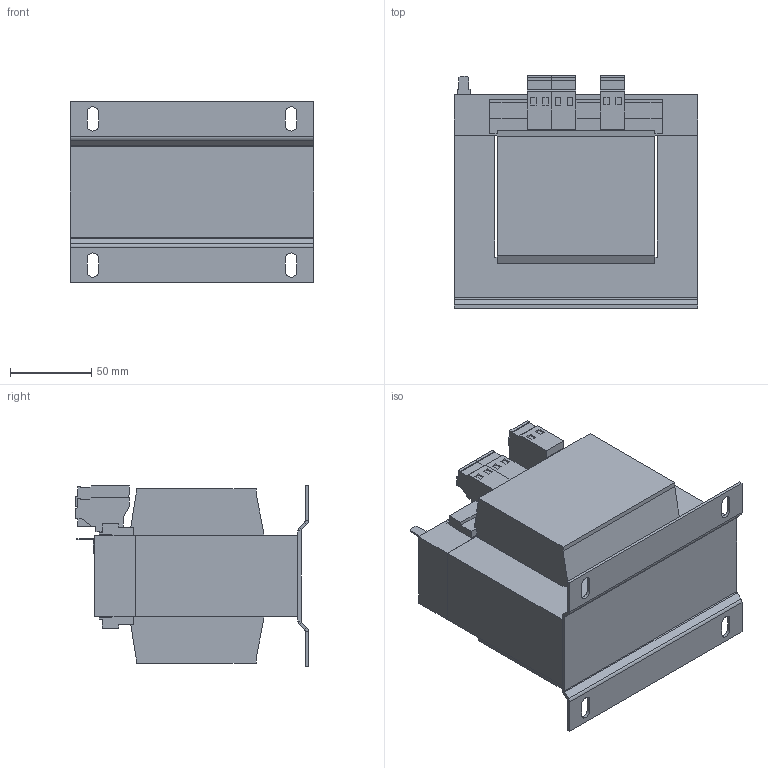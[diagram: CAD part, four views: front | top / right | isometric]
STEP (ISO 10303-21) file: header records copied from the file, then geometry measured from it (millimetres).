
FILE_DESCRIPTION (( 'STEP AP214' ), '1' );
FILE_NAME ('150722.STEP', '2023-08-23T13:49:19', ( '' ), ( '' ), 'SwSTEP 2.0', 'SolidWorks 2018', '' );
FILE_SCHEMA (( 'AUTOMOTIVE_DESIGN' ));
Length unit declared in the file: millimetre
Products named in the file (1): 150722
Bounding box: 150 x 143.25 x 112 mm (x, y, z)
Volume: 1441051.2 mm3; surface area: 140836.8 mm2
Topology: 1 solids, 1 shells, 254 faces, 662 edges, 420 vertices
Faces by surface type: plane 226, cylinder 28
Entity records: 7648 total; most frequent: CARTESIAN_POINT 1337, ORIENTED_EDGE 1324, DIRECTION 1228, EDGE_CURVE 662, VECTOR 606, LINE 606, VERTEX_POINT 420, AXIS2_PLACEMENT_3D 311
